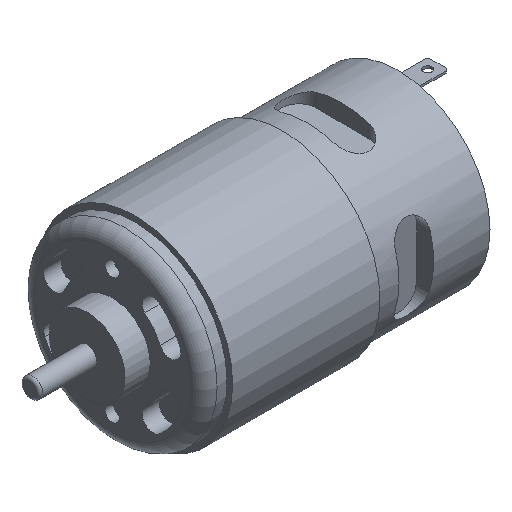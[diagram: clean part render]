
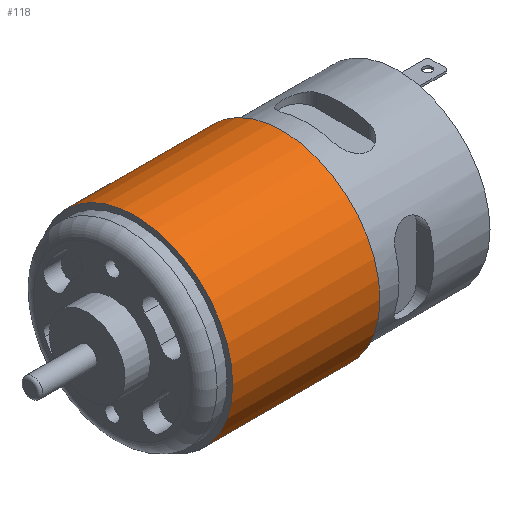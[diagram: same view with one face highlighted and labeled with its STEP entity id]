
A CAD part, isometric view. The second image highlights one B-rep face of the part: STEP entity #118.
In plain terms, the highlighted cylindrical face has radius 22.5 mm (diameter 45 mm), a partial arc.
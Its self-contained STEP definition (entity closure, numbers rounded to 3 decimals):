
#118 = ADVANCED_FACE( '', ( #312 ), #313, .T. );
#312 = FACE_OUTER_BOUND( '', #612, .T. );
#313 = CYLINDRICAL_SURFACE( '', #613, 22.5 );
#612 = EDGE_LOOP( '', ( #923, #924, #925, #926 ) );
#613 = AXIS2_PLACEMENT_3D( '', #927, #928, #929 );
#923 = ORIENTED_EDGE( '', *, *, #1611, .F. );
#924 = ORIENTED_EDGE( '', *, *, #1612, .F. );
#925 = ORIENTED_EDGE( '', *, *, #1613, .T. );
#926 = ORIENTED_EDGE( '', *, *, #1614, .T. );
#927 = CARTESIAN_POINT( '', ( 88., 0., 0. ) );
#928 = DIRECTION( '', ( 1., 0., 0. ) );
#929 = DIRECTION( '', ( 0., 0., 1. ) );
#1611 = EDGE_CURVE( '', #1889, #1890, #1891, .T. );
#1612 = EDGE_CURVE( '', #1892, #1889, #1893, .T. );
#1613 = EDGE_CURVE( '', #1892, #1894, #1895, .T. );
#1614 = EDGE_CURVE( '', #1894, #1890, #1896, .T. );
#1889 = VERTEX_POINT( '', #2287 );
#1890 = VERTEX_POINT( '', #2288 );
#1891 = LINE( '', #2289, #2290 );
#1892 = VERTEX_POINT( '', #2291 );
#1893 = CIRCLE( '', #2292, 22.5 );
#1894 = VERTEX_POINT( '', #2293 );
#1895 = LINE( '', #2294, #2295 );
#1896 = CIRCLE( '', #2296, 22.5 );
#2287 = CARTESIAN_POINT( '', ( 24.3, 22.45, 1.5 ) );
#2288 = CARTESIAN_POINT( '', ( 58.3, 22.45, 1.5 ) );
#2289 = CARTESIAN_POINT( '', ( 24.3, 22.45, 1.5 ) );
#2290 = VECTOR( '', #3034, 1000. );
#2291 = CARTESIAN_POINT( '', ( 24.3, 22.45, -1.5 ) );
#2292 = AXIS2_PLACEMENT_3D( '', #3035, #3036, #3037 );
#2293 = CARTESIAN_POINT( '', ( 58.3, 22.45, -1.5 ) );
#2294 = CARTESIAN_POINT( '', ( 24.3, 22.45, -1.5 ) );
#2295 = VECTOR( '', #3038, 1000. );
#2296 = AXIS2_PLACEMENT_3D( '', #3039, #3040, #3041 );
#3034 = DIRECTION( '', ( 1., 0., 0. ) );
#3035 = CARTESIAN_POINT( '', ( 24.3, 0., 0. ) );
#3036 = DIRECTION( '', ( -1., 0., 0. ) );
#3037 = DIRECTION( '', ( 0., 0., 1. ) );
#3038 = DIRECTION( '', ( 1., 0., 0. ) );
#3039 = CARTESIAN_POINT( '', ( 58.3, 0., 0. ) );
#3040 = DIRECTION( '', ( -1., 0., 0. ) );
#3041 = DIRECTION( '', ( 0., 0., 1. ) );
